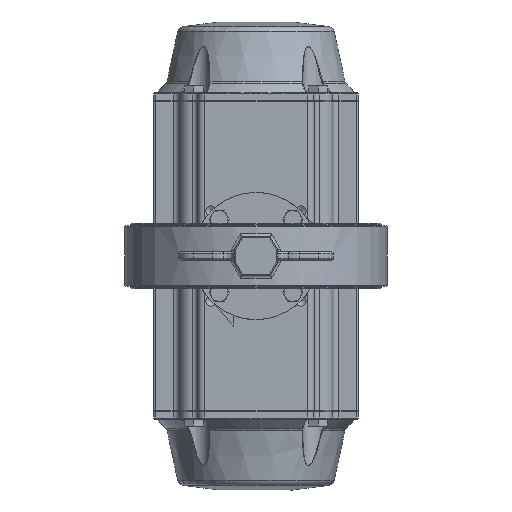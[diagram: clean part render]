
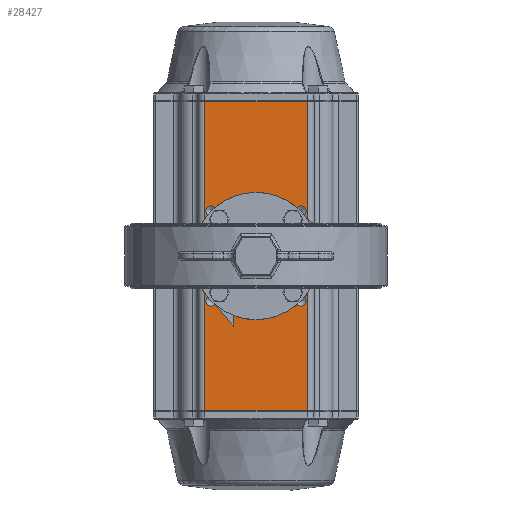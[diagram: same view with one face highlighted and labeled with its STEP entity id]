
A CAD part, front view. The second image highlights one B-rep face of the part: STEP entity #28427.
In plain terms, the highlighted planar face has unit normal (0, -1, 0).
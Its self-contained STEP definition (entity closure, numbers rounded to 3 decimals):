
#2460=LINE('',#54169,#3878);
#2694=LINE('',#64370,#4112);
#2695=LINE('',#64372,#4113);
#2696=LINE('',#64373,#4114);
#3878=VECTOR('',#35749,1000.);
#4112=VECTOR('',#37409,1000.);
#4113=VECTOR('',#37410,1000.);
#4114=VECTOR('',#37411,1000.);
#11859=ORIENTED_EDGE('',*,*,#15780,.F.);
#11860=ORIENTED_EDGE('',*,*,#15781,.T.);
#11861=ORIENTED_EDGE('',*,*,#14821,.T.);
#11862=ORIENTED_EDGE('',*,*,#15782,.T.);
#11863=ORIENTED_EDGE('',*,*,#14770,.T.);
#11864=ORIENTED_EDGE('',*,*,#14772,.F.);
#11865=ORIENTED_EDGE('',*,*,#14774,.F.);
#11866=ORIENTED_EDGE('',*,*,#14776,.F.);
#11867=ORIENTED_EDGE('',*,*,#14778,.F.);
#11868=ORIENTED_EDGE('',*,*,#14780,.F.);
#11869=ORIENTED_EDGE('',*,*,#14782,.F.);
#11870=ORIENTED_EDGE('',*,*,#14784,.F.);
#11871=ORIENTED_EDGE('',*,*,#14786,.F.);
#14770=EDGE_CURVE('',#17591,#17591,#19063,.T.);
#14772=EDGE_CURVE('',#17593,#17593,#19065,.T.);
#14774=EDGE_CURVE('',#17596,#17596,#19067,.T.);
#14776=EDGE_CURVE('',#17599,#17599,#19069,.T.);
#14778=EDGE_CURVE('',#17602,#17602,#19071,.T.);
#14780=EDGE_CURVE('',#17605,#17605,#19073,.T.);
#14782=EDGE_CURVE('',#17608,#17608,#19075,.T.);
#14784=EDGE_CURVE('',#17611,#17611,#19077,.T.);
#14786=EDGE_CURVE('',#17614,#17614,#19079,.T.);
#14821=EDGE_CURVE('',#17578,#17662,#2460,.T.);
#15780=EDGE_CURVE('',#18242,#17572,#2694,.T.);
#15781=EDGE_CURVE('',#18242,#17578,#2695,.T.);
#15782=EDGE_CURVE('',#17662,#17572,#2696,.T.);
#17572=VERTEX_POINT('',#53955);
#17578=VERTEX_POINT('',#53970);
#17591=VERTEX_POINT('',#54001);
#17593=VERTEX_POINT('',#54006);
#17596=VERTEX_POINT('',#54013);
#17599=VERTEX_POINT('',#54020);
#17602=VERTEX_POINT('',#54027);
#17605=VERTEX_POINT('',#54034);
#17608=VERTEX_POINT('',#54041);
#17611=VERTEX_POINT('',#54048);
#17614=VERTEX_POINT('',#54055);
#17662=VERTEX_POINT('',#54168);
#18242=VERTEX_POINT('',#64371);
#19063=CIRCLE('',#30247,34.);
#19065=CIRCLE('',#30250,5.1);
#19067=CIRCLE('',#30254,5.1);
#19069=CIRCLE('',#30258,5.1);
#19071=CIRCLE('',#30262,5.1);
#19073=CIRCLE('',#30266,4.25);
#19075=CIRCLE('',#30270,4.25);
#19077=CIRCLE('',#30274,4.25);
#19079=CIRCLE('',#30278,4.25);
#21359=EDGE_LOOP('',(#11859,#11860,#11861,#11862));
#21360=EDGE_LOOP('',(#11863));
#21361=EDGE_LOOP('',(#11864));
#21362=EDGE_LOOP('',(#11865));
#21363=EDGE_LOOP('',(#11866));
#21364=EDGE_LOOP('',(#11867));
#21365=EDGE_LOOP('',(#11868));
#21366=EDGE_LOOP('',(#11869));
#21367=EDGE_LOOP('',(#11870));
#21368=EDGE_LOOP('',(#11871));
#23277=FACE_BOUND('',#21359,.T.);
#23278=FACE_BOUND('',#21360,.T.);
#23279=FACE_BOUND('',#21361,.T.);
#23280=FACE_BOUND('',#21362,.T.);
#23281=FACE_BOUND('',#21363,.T.);
#23282=FACE_BOUND('',#21364,.T.);
#23283=FACE_BOUND('',#21365,.T.);
#23284=FACE_BOUND('',#21366,.T.);
#23285=FACE_BOUND('',#21367,.T.);
#23286=FACE_BOUND('',#21368,.T.);
#23855=PLANE('',#31053);
#28427=ADVANCED_FACE('',(#23277,#23278,#23279,#23280,#23281,#23282,#23283,
#23284,#23285,#23286),#23855,.F.);
#30247=AXIS2_PLACEMENT_3D('',#54000,#35558,#35559);
#30250=AXIS2_PLACEMENT_3D('',#54005,#35564,#35565);
#30254=AXIS2_PLACEMENT_3D('',#54012,#35572,#35573);
#30258=AXIS2_PLACEMENT_3D('',#54019,#35580,#35581);
#30262=AXIS2_PLACEMENT_3D('',#54026,#35588,#35589);
#30266=AXIS2_PLACEMENT_3D('',#54033,#35596,#35597);
#30270=AXIS2_PLACEMENT_3D('',#54040,#35604,#35605);
#30274=AXIS2_PLACEMENT_3D('',#54047,#35612,#35613);
#30278=AXIS2_PLACEMENT_3D('',#54054,#35620,#35621);
#31053=AXIS2_PLACEMENT_3D('',#64369,#37407,#37408);
#35558=DIRECTION('',(0.,1.,0.));
#35559=DIRECTION('',(-1.,0.,0.));
#35564=DIRECTION('',(0.,-1.,0.));
#35565=DIRECTION('',(0.,0.,-1.));
#35572=DIRECTION('',(0.,-1.,0.));
#35573=DIRECTION('',(0.,0.,-1.));
#35580=DIRECTION('',(0.,-1.,0.));
#35581=DIRECTION('',(0.,0.,-1.));
#35588=DIRECTION('',(0.,-1.,0.));
#35589=DIRECTION('',(0.,0.,-1.));
#35596=DIRECTION('',(0.,-1.,0.));
#35597=DIRECTION('',(0.,0.,-1.));
#35604=DIRECTION('',(0.,-1.,0.));
#35605=DIRECTION('',(0.,0.,-1.));
#35612=DIRECTION('',(0.,-1.,0.));
#35613=DIRECTION('',(0.,0.,-1.));
#35620=DIRECTION('',(0.,-1.,0.));
#35621=DIRECTION('',(0.,0.,-1.));
#35749=DIRECTION('',(0.,0.,-1.));
#37407=DIRECTION('',(0.,1.,0.));
#37408=DIRECTION('',(1.,0.,0.));
#37409=DIRECTION('',(0.,0.,-1.));
#37410=DIRECTION('',(-1.,0.,0.));
#37411=DIRECTION('',(1.,0.,0.));
#53955=CARTESIAN_POINT('',(50.5,-98.,-152.25));
#53970=CARTESIAN_POINT('',(-50.5,-98.,152.25));
#54000=CARTESIAN_POINT('',(0.,-98.,0.));
#54001=CARTESIAN_POINT('',(-34.,-98.,0.));
#54005=CARTESIAN_POINT('',(-44.194,-98.,44.194));
#54006=CARTESIAN_POINT('',(-44.194,-98.,39.094));
#54012=CARTESIAN_POINT('',(44.194,-98.,44.194));
#54013=CARTESIAN_POINT('',(44.194,-98.,39.094));
#54019=CARTESIAN_POINT('',(44.194,-98.,-44.194));
#54020=CARTESIAN_POINT('',(44.194,-98.,-49.294));
#54026=CARTESIAN_POINT('',(-44.194,-98.,-44.194));
#54027=CARTESIAN_POINT('',(-44.194,-98.,-49.294));
#54033=CARTESIAN_POINT('',(-36.06,-98.,36.06));
#54034=CARTESIAN_POINT('',(-36.06,-98.,31.81));
#54040=CARTESIAN_POINT('',(-36.06,-98.,-36.06));
#54041=CARTESIAN_POINT('',(-36.06,-98.,-40.31));
#54047=CARTESIAN_POINT('',(36.06,-98.,-36.06));
#54048=CARTESIAN_POINT('',(36.06,-98.,-40.31));
#54054=CARTESIAN_POINT('',(36.06,-98.,36.06));
#54055=CARTESIAN_POINT('',(36.06,-98.,31.81));
#54168=CARTESIAN_POINT('',(-50.5,-98.,-152.25));
#54169=CARTESIAN_POINT('',(-50.5,-98.,152.75));
#64369=CARTESIAN_POINT('',(0.,-98.,152.75));
#64370=CARTESIAN_POINT('',(50.5,-98.,152.75));
#64371=CARTESIAN_POINT('',(50.5,-98.,152.25));
#64372=CARTESIAN_POINT('',(-50.5,-98.,152.25));
#64373=CARTESIAN_POINT('',(0.,-98.,-152.25));
